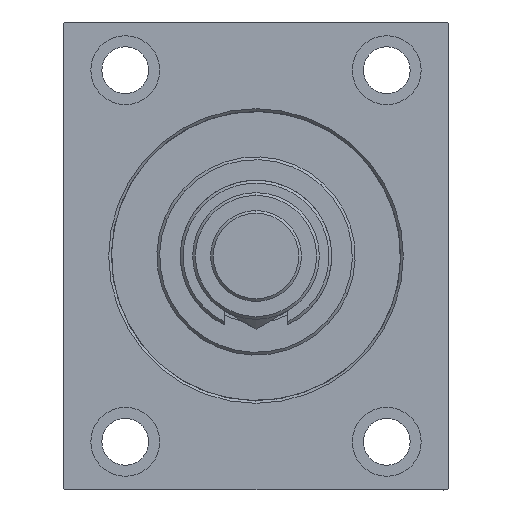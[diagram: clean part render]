
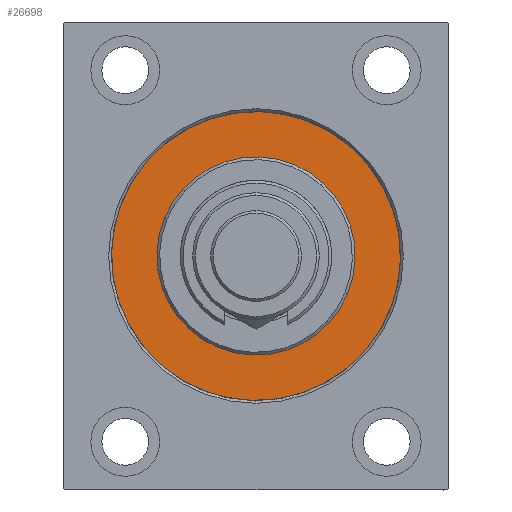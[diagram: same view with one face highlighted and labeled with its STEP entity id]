
A CAD part, left-side view. The second image highlights one B-rep face of the part: STEP entity #26698.
In plain terms, the highlighted face is planar.
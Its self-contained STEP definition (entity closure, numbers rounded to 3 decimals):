
#486 = DIRECTION ( 'NONE',  ( 0., 0., -1. ) ) ;
#538 = CARTESIAN_POINT ( 'NONE',  ( 0., 0., 0. ) ) ;
#775 = FACE_BOUND ( 'NONE', #15655, .T. ) ;
#1932 = CARTESIAN_POINT ( 'NONE',  ( 0., 0., -36. ) ) ;
#2590 = EDGE_CURVE ( 'NONE', #3560, #45153, #38906, .T. ) ;
#3560 = VERTEX_POINT ( 'NONE', #1932 ) ;
#4976 = AXIS2_PLACEMENT_3D ( 'NONE', #6261, #39097, #20875 ) ;
#6136 = CIRCLE ( 'NONE', #27544, 36. ) ;
#6261 = CARTESIAN_POINT ( 'NONE',  ( 0., 0., 0. ) ) ;
#6437 = EDGE_CURVE ( 'NONE', #45153, #3560, #6136, .T. ) ;
#8711 = CARTESIAN_POINT ( 'NONE',  ( 0., 0., 52.5 ) ) ;
#8866 = EDGE_CURVE ( 'NONE', #45730, #46144, #28380, .T. ) ;
#11051 = DIRECTION ( 'NONE',  ( 1., 0., 0. ) ) ;
#12080 = EDGE_LOOP ( 'NONE', ( #36582, #14540 ) ) ;
#12506 = DIRECTION ( 'NONE',  ( -1., 0., 0. ) ) ;
#12983 = CARTESIAN_POINT ( 'NONE',  ( 0., 0., 0. ) ) ;
#13639 = ORIENTED_EDGE ( 'NONE', *, *, #2590, .F. ) ;
#14540 = ORIENTED_EDGE ( 'NONE', *, *, #31123, .F. ) ;
#15402 = PLANE ( 'NONE',  #27051 ) ;
#15655 = EDGE_LOOP ( 'NONE', ( #39594, #13639 ) ) ;
#16588 = CARTESIAN_POINT ( 'NONE',  ( 0., 0., 36. ) ) ;
#17674 = AXIS2_PLACEMENT_3D ( 'NONE', #12983, #12506, #27127 ) ;
#18252 = AXIS2_PLACEMENT_3D ( 'NONE', #538, #25259, #33154 ) ;
#20875 = DIRECTION ( 'NONE',  ( 0., 0., 1. ) ) ;
#24863 = CIRCLE ( 'NONE', #4976, 52.5 ) ;
#25259 = DIRECTION ( 'NONE',  ( 1., 0., 0. ) ) ;
#26698 = ADVANCED_FACE ( 'NONE', ( #775, #34334 ), #15402, .F. ) ;
#27051 = AXIS2_PLACEMENT_3D ( 'NONE', #45357, #27137, #34104 ) ;
#27127 = DIRECTION ( 'NONE',  ( 0., 0., 1. ) ) ;
#27137 = DIRECTION ( 'NONE',  ( -1., 0., 0. ) ) ;
#27544 = AXIS2_PLACEMENT_3D ( 'NONE', #44595, #11051, #486 ) ;
#28380 = CIRCLE ( 'NONE', #17674, 52.5 ) ;
#31123 = EDGE_CURVE ( 'NONE', #46144, #45730, #24863, .T. ) ;
#33154 = DIRECTION ( 'NONE',  ( 0., 0., -1. ) ) ;
#34104 = DIRECTION ( 'NONE',  ( 0., 0., 1. ) ) ;
#34334 = FACE_OUTER_BOUND ( 'NONE', #12080, .T. ) ;
#36582 = ORIENTED_EDGE ( 'NONE', *, *, #8866, .F. ) ;
#38906 = CIRCLE ( 'NONE', #18252, 36. ) ;
#39097 = DIRECTION ( 'NONE',  ( -1., 0., 0. ) ) ;
#39594 = ORIENTED_EDGE ( 'NONE', *, *, #6437, .F. ) ;
#44595 = CARTESIAN_POINT ( 'NONE',  ( 0., 0., 0. ) ) ;
#45153 = VERTEX_POINT ( 'NONE', #16588 ) ;
#45357 = CARTESIAN_POINT ( 'NONE',  ( 0., 0., 0. ) ) ;
#45668 = CARTESIAN_POINT ( 'NONE',  ( 0., 0., -52.5 ) ) ;
#45730 = VERTEX_POINT ( 'NONE', #45668 ) ;
#46144 = VERTEX_POINT ( 'NONE', #8711 ) ;
